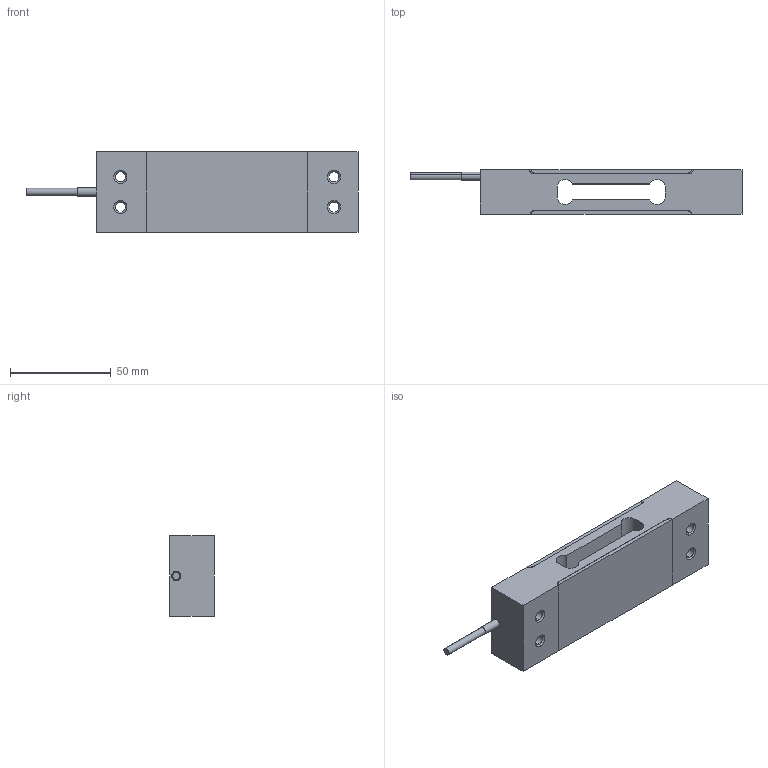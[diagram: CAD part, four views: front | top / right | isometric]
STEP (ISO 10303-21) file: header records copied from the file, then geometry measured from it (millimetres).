
FILE_DESCRIPTION (( 'STEP AP214' ), '1' );
FILE_NAME ('YB6-B-35KG X1 (STEP).STEP', '2024-02-16T18:33:07', ( '' ), ( '' ), 'SwSTEP 2.0', 'SolidWorks 2021', '' );
FILE_SCHEMA (( 'AUTOMOTIVE_DESIGN' ));
Length unit declared in the file: inch
Products named in the file (1): YB6-B-35KG X1 (STEP)
Bounding box: 164.92 x 22 x 40.13 mm (x, y, z)
Volume: 94072.8 mm3; surface area: 38009.4 mm2
Topology: 4 solids, 4 shells, 284 faces, 769 edges, 503 vertices
Faces by surface type: plane 185, cylinder 39, bspline 36, cone 24
Entity records: 13955 total; most frequent: CARTESIAN_POINT 3182, ORIENTED_EDGE 1534, DIRECTION 1292, EDGE_CURVE 767, LINE 590, VECTOR 590, VERTEX_POINT 503, AXIS2_PLACEMENT_3D 351
